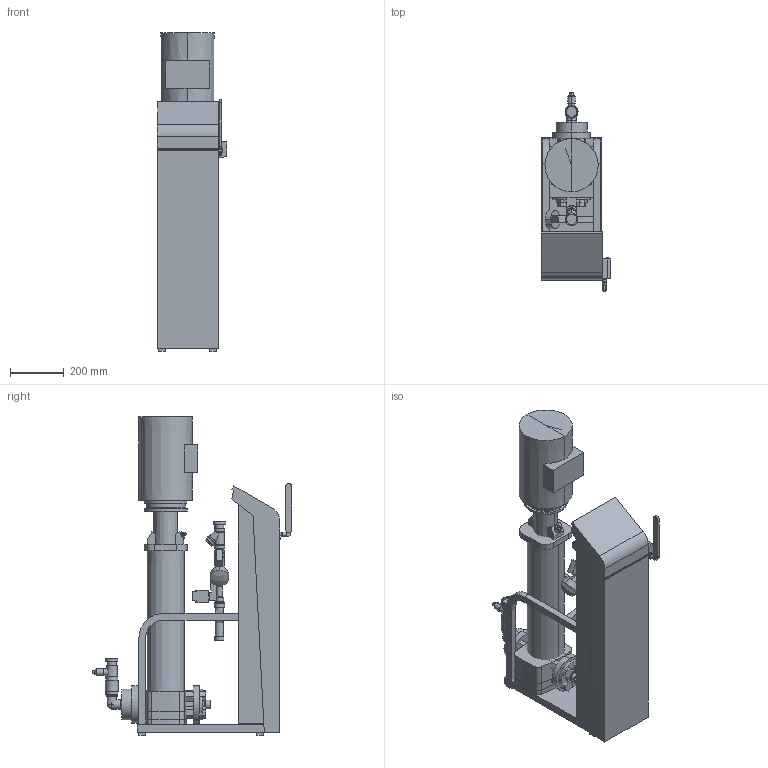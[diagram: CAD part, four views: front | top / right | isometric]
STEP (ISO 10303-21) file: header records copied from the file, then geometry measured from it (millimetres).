
FILE_DESCRIPTION (( 'STEP AP214' ), '1' );
FILE_NAME ('Sinum_M130.STEP', '2024-04-08T13:16:00', ( '' ), ( '' ), 'SwSTEP 2.0', 'SolidWorks 2021', '' );
FILE_SCHEMA (( 'AUTOMOTIVE_DESIGN' ));
Length unit declared in the file: millimetre
Products named in the file (3): Sinum_M130; 17886_flmat_mp_g4_remote_m130.dwg; Sinum_M130.dwg
Assembly tree (2 placements, depth 3):
  Sinum_M130
    Sinum_M130.dwg
      17886_flmat_mp_g4_remote_m130.dwg
Bounding box: 260.11 x 743.2 x 1182.8 mm (x, y, z)
Volume: 51742720.5 mm3; surface area: 2832258.2 mm2
Topology: 19 solids, 19 shells, 598 faces, 1426 edges, 890 vertices
Faces by surface type: plane 277, cone 154, cylinder 142, sphere 24, bspline 1
Entity records: 16675 total; most frequent: CARTESIAN_POINT 3046, DIRECTION 2883, ORIENTED_EDGE 2684, EDGE_CURVE 1342, AXIS2_PLACEMENT_3D 1011, VECTOR 861, LINE 861, VERTEX_POINT 843
